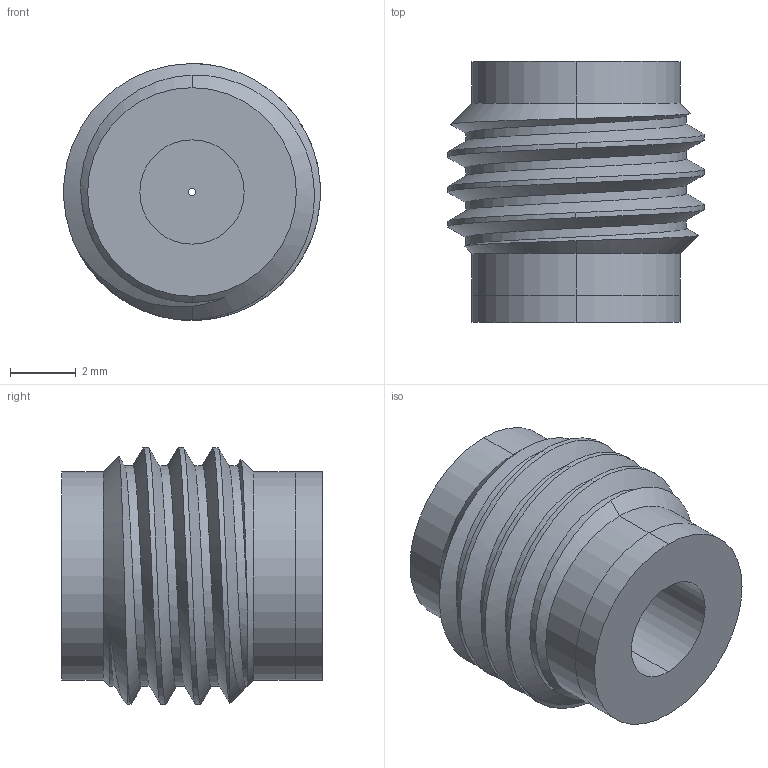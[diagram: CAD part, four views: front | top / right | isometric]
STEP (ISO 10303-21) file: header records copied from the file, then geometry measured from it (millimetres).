
FILE_DESCRIPTION (( 'STEP AP203' ), '1' );
FILE_NAME ('FR-SS-09.STEP', '2025-08-26T12:05:07', ( '' ), ( '' ), 'SwSTEP 2.0', 'SolidWorks 2018', '' );
FILE_SCHEMA (( 'CONFIG_CONTROL_DESIGN' ));
Length unit declared in the file: inch
Products named in the file (3): PRT-000069; PRT-004740; FR-SS-09
Assembly tree (2 placements, depth 2):
  FR-SS-09
    PRT-004740
    PRT-000069
Bounding box: 7.81 x 7.94 x 7.82 mm (x, y, z)
Volume: 214.7 mm3; surface area: 474.8 mm2
Topology: 2 solids, 2 shells, 81 faces, 195 edges, 123 vertices
Faces by surface type: cylinder 41, plane 23, cone 14, bspline 3
Entity records: 4956 total; most frequent: CARTESIAN_POINT 2760, DIRECTION 422, ORIENTED_EDGE 390, EDGE_CURVE 195, AXIS2_PLACEMENT_3D 178, VERTEX_POINT 123, CIRCLE 95, EDGE_LOOP 90
